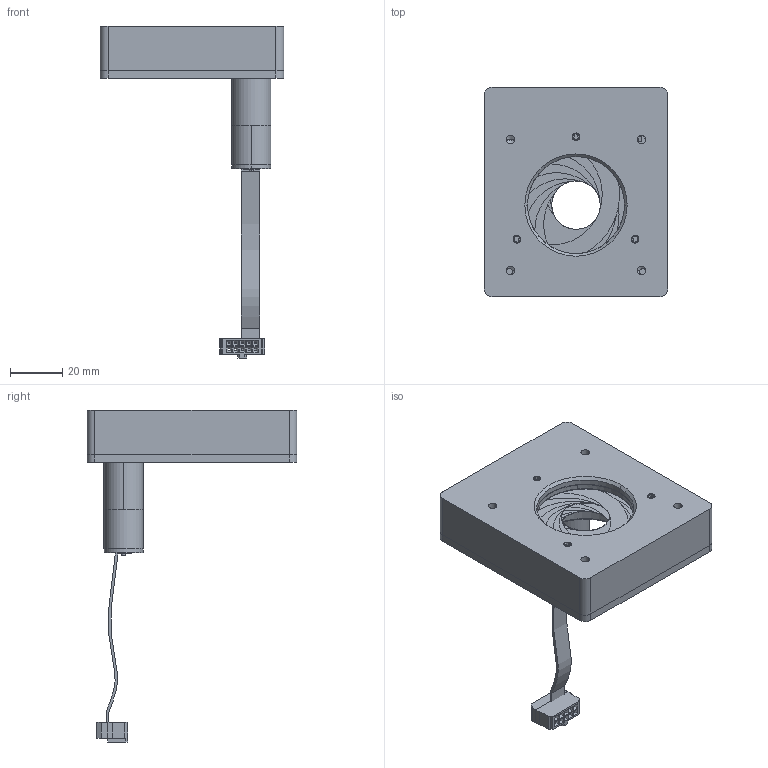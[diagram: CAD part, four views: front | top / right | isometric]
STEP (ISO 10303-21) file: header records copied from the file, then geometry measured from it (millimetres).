
FILE_DESCRIPTION (( 'STEP AP203' ), '1' );
FILE_NAME ('08IDM-037M.STEP', '2016-05-30T03:50:29', ( '' ), ( '' ), 'SwSTEP 2.0', 'SolidWorks 2016', '' );
FILE_SCHEMA (( 'CONFIG_CONTROL_DESIGN' ));
Length unit declared in the file: millimetre
Products named in the file (1): 08IDM-037M
Bounding box: 70 x 80 x 126.6 mm (x, y, z)
Volume: 82190.4 mm3; surface area: 53106.7 mm2
Topology: 31 solids, 31 shells, 1550 faces, 4168 edges, 2739 vertices
Faces by surface type: plane 790, cylinder 652, cone 79, bspline 19, torus 10
Entity records: 50636 total; most frequent: CARTESIAN_POINT 10402, DIRECTION 8629, ORIENTED_EDGE 8328, EDGE_CURVE 4164, AXIS2_PLACEMENT_3D 3058, VERTEX_POINT 2739, VECTOR 2513, LINE 2513
